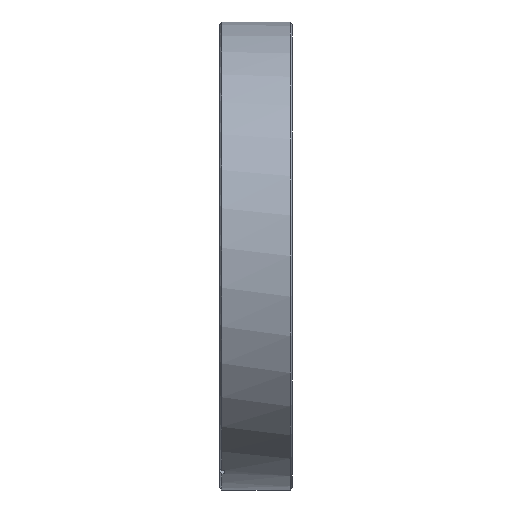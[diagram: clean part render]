
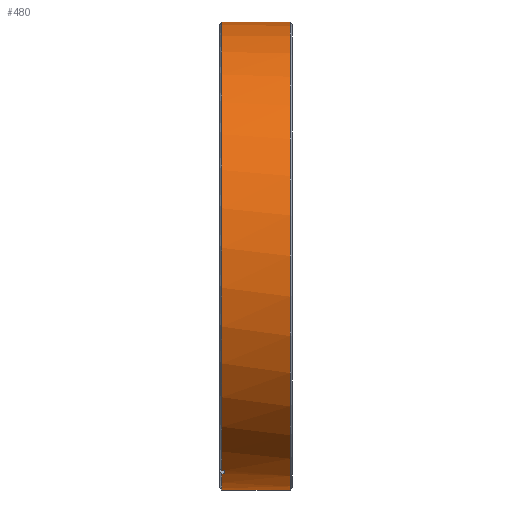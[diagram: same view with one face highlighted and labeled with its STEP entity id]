
A CAD part, left-side view. The second image highlights one B-rep face of the part: STEP entity #480.
In plain terms, the highlighted cylindrical face has radius 56.75 mm (diameter 113.5 mm), a partial arc.
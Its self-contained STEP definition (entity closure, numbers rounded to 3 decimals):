
#8 = DIRECTION ( 'NONE',  ( 0., -1., 0. ) ) ;
#64 = DIRECTION ( 'NONE',  ( 0., 0., -1. ) ) ;
#69 = FACE_OUTER_BOUND ( 'NONE', #1015, .T. ) ;
#99 = EDGE_CURVE ( 'NONE', #468, #209, #1347, .T. ) ;
#112 = CIRCLE ( 'NONE', #799, 56.75 ) ;
#119 = CYLINDRICAL_SURFACE ( 'NONE', #1503, 56.75 ) ;
#125 = CARTESIAN_POINT ( 'NONE',  ( 0., -17., -56.75 ) ) ;
#147 = DIRECTION ( 'NONE',  ( 0., -1., 0. ) ) ;
#178 = VECTOR ( 'NONE', #558, 1000. ) ;
#194 = VERTEX_POINT ( 'NONE', #2047 ) ;
#209 = VERTEX_POINT ( 'NONE', #125 ) ;
#255 = ORIENTED_EDGE ( 'NONE', *, *, #1973, .T. ) ;
#259 = ORIENTED_EDGE ( 'NONE', *, *, #729, .F. ) ;
#310 = DIRECTION ( 'NONE',  ( 0., -1., 0. ) ) ;
#379 = VERTEX_POINT ( 'NONE', #422 ) ;
#384 = EDGE_CURVE ( 'NONE', #425, #194, #625, .T. ) ;
#422 = CARTESIAN_POINT ( 'NONE',  ( 0., -0.5, 56.75 ) ) ;
#425 = VERTEX_POINT ( 'NONE', #1370 ) ;
#431 = DIRECTION ( 'NONE',  ( 0., 1., 0. ) ) ;
#432 = EDGE_CURVE ( 'NONE', #670, #468, #1737, .T. ) ;
#438 = EDGE_CURVE ( 'NONE', #379, #425, #1431, .T. ) ;
#463 = CARTESIAN_POINT ( 'NONE',  ( 0., -24.574, 56.75 ) ) ;
#468 = VERTEX_POINT ( 'NONE', #567 ) ;
#480 = ADVANCED_FACE ( 'NONE', ( #69 ), #119, .T. ) ;
#558 = DIRECTION ( 'NONE',  ( 0., -1., 0. ) ) ;
#567 = CARTESIAN_POINT ( 'NONE',  ( 0., -0.5, -56.75 ) ) ;
#589 = CARTESIAN_POINT ( 'NONE',  ( -20.79, -1., -52.805 ) ) ;
#600 = DIRECTION ( 'NONE',  ( 0., -1., 0. ) ) ;
#608 = CARTESIAN_POINT ( 'NONE',  ( 0., -24.574, 0. ) ) ;
#625 = LINE ( 'NONE', #931, #178 ) ;
#670 = VERTEX_POINT ( 'NONE', #1241 ) ;
#729 = EDGE_CURVE ( 'NONE', #670, #1424, #1734, .T. ) ;
#740 = ORIENTED_EDGE ( 'NONE', *, *, #432, .T. ) ;
#763 = EDGE_CURVE ( 'NONE', #379, #1564, #1202, .T. ) ;
#785 = VECTOR ( 'NONE', #310, 1000. ) ;
#799 = AXIS2_PLACEMENT_3D ( 'NONE', #980, #2116, #1987 ) ;
#846 = ORIENTED_EDGE ( 'NONE', *, *, #384, .T. ) ;
#882 = VECTOR ( 'NONE', #1077, 1000. ) ;
#900 = ORIENTED_EDGE ( 'NONE', *, *, #99, .T. ) ;
#931 = CARTESIAN_POINT ( 'NONE',  ( -22.638, -24.574, -52.039 ) ) ;
#963 = AXIS2_PLACEMENT_3D ( 'NONE', #1407, #8, #1577 ) ;
#980 = CARTESIAN_POINT ( 'NONE',  ( 0., -1., 0. ) ) ;
#1015 = EDGE_LOOP ( 'NONE', ( #1668, #1824, #846, #1240, #259, #740, #900, #255 ) ) ;
#1026 = CIRCLE ( 'NONE', #1905, 56.75 ) ;
#1066 = AXIS2_PLACEMENT_3D ( 'NONE', #1291, #147, #64 ) ;
#1077 = DIRECTION ( 'NONE',  ( 0., -1., 0. ) ) ;
#1202 = LINE ( 'NONE', #463, #785 ) ;
#1220 = CARTESIAN_POINT ( 'NONE',  ( 0., -24.574, -56.75 ) ) ;
#1240 = ORIENTED_EDGE ( 'NONE', *, *, #1440, .T. ) ;
#1241 = CARTESIAN_POINT ( 'NONE',  ( -20.79, -0.5, -52.805 ) ) ;
#1263 = DIRECTION ( 'NONE',  ( 0., -1., 0. ) ) ;
#1291 = CARTESIAN_POINT ( 'NONE',  ( 0., -0.5, 0. ) ) ;
#1347 = LINE ( 'NONE', #1220, #882 ) ;
#1370 = CARTESIAN_POINT ( 'NONE',  ( -22.638, -0.5, -52.039 ) ) ;
#1392 = CARTESIAN_POINT ( 'NONE',  ( 0., -17., 0. ) ) ;
#1407 = CARTESIAN_POINT ( 'NONE',  ( 0., -0.5, 0. ) ) ;
#1424 = VERTEX_POINT ( 'NONE', #589 ) ;
#1431 = CIRCLE ( 'NONE', #1066, 56.75 ) ;
#1440 = EDGE_CURVE ( 'NONE', #194, #1424, #112, .T. ) ;
#1503 = AXIS2_PLACEMENT_3D ( 'NONE', #608, #600, #2050 ) ;
#1562 = DIRECTION ( 'NONE',  ( 0., 0., 1. ) ) ;
#1564 = VERTEX_POINT ( 'NONE', #1744 ) ;
#1577 = DIRECTION ( 'NONE',  ( 0., 0., -1. ) ) ;
#1600 = CARTESIAN_POINT ( 'NONE',  ( -20.79, -24.574, -52.805 ) ) ;
#1668 = ORIENTED_EDGE ( 'NONE', *, *, #763, .F. ) ;
#1688 = VECTOR ( 'NONE', #1263, 1000. ) ;
#1734 = LINE ( 'NONE', #1600, #1688 ) ;
#1737 = CIRCLE ( 'NONE', #963, 56.75 ) ;
#1744 = CARTESIAN_POINT ( 'NONE',  ( 0., -17., 56.75 ) ) ;
#1824 = ORIENTED_EDGE ( 'NONE', *, *, #438, .T. ) ;
#1905 = AXIS2_PLACEMENT_3D ( 'NONE', #1392, #431, #1562 ) ;
#1973 = EDGE_CURVE ( 'NONE', #209, #1564, #1026, .T. ) ;
#1987 = DIRECTION ( 'NONE',  ( 0., 0., -1. ) ) ;
#2047 = CARTESIAN_POINT ( 'NONE',  ( -22.638, -1., -52.039 ) ) ;
#2050 = DIRECTION ( 'NONE',  ( 0., 0., -1. ) ) ;
#2116 = DIRECTION ( 'NONE',  ( 0., -1., 0. ) ) ;
